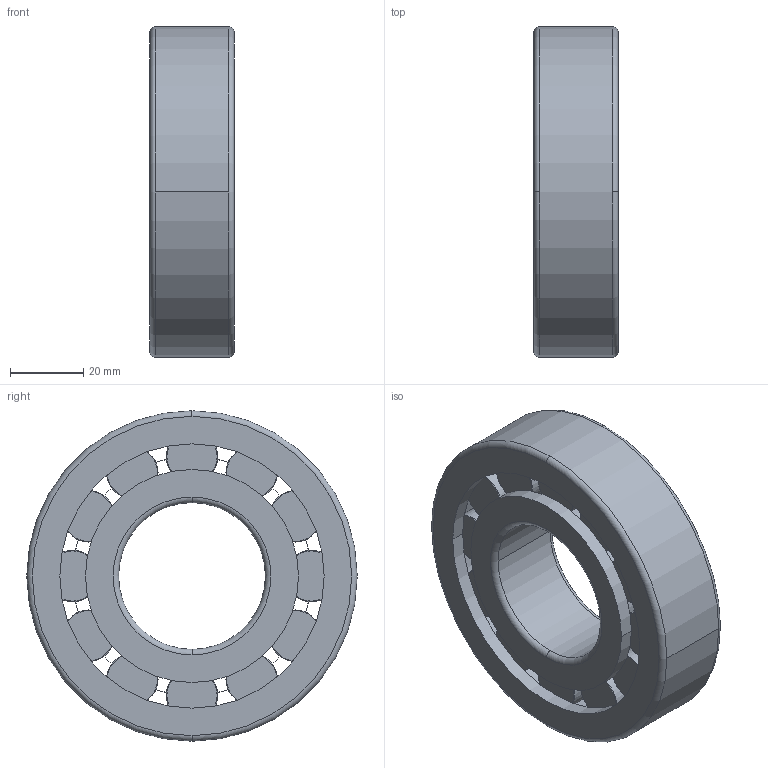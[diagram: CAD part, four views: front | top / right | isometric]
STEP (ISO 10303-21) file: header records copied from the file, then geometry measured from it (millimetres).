
FILE_DESCRIPTION(('STEP AP242'),'1');
FILE_NAME('snr_nj308eg15_2.stp','2024-09-20T08:43:19',('TraceParts'),('TraceParts S.A.'),'Spatial InterOp 3D',' ',' ');
FILE_SCHEMA(('AP242_MANAGED_MODEL_BASED_3D_ENGINEERING_MIM_LF {1 0 10303 442 1 1 4}'));
Length unit declared in the file: millimetre
Products named in the file (1): snr_nj308eg15_2_1
Bounding box: 23 x 90 x 90 mm (x, y, z)
Volume: 88074.8 mm3; surface area: 38797 mm2
Topology: 3 solids, 3 shells, 151 faces, 410 edges, 290 vertices
Faces by surface type: torus 80, cylinder 38, plane 31, cone 2
Entity records: 5897 total; most frequent: CARTESIAN_POINT 1838, DIRECTION 944, ORIENTED_EDGE 820, AXIS2_PLACEMENT_3D 452, EDGE_CURVE 410, CIRCLE 298, VERTEX_POINT 290, EDGE_LOOP 182
